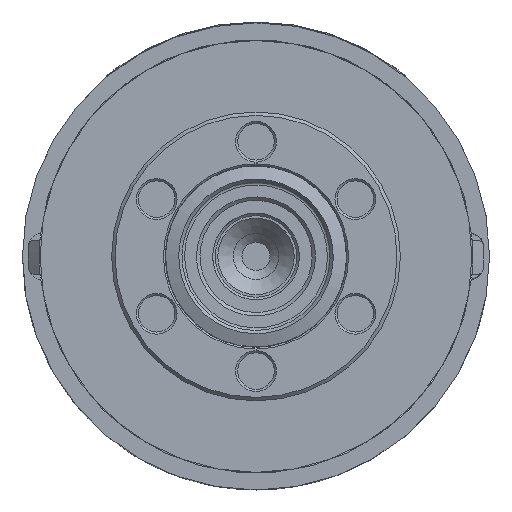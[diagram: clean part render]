
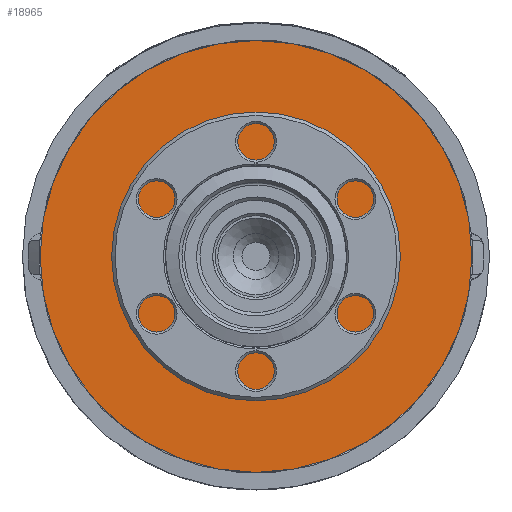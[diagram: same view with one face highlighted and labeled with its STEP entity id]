
A CAD part, front view. The second image highlights one B-rep face of the part: STEP entity #18965.
In plain terms, the highlighted planar face has unit normal (0, -1, 0).
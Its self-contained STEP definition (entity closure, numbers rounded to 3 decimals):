
#18938=CARTESIAN_POINT('',(36.555,86.568,-42.74));
#18939=DIRECTION('',(0.0,-1.0,0.0));
#18940=DIRECTION('',(1.0,0.0,0.0));
#18941=AXIS2_PLACEMENT_3D('',#18938,#18939,#18940);
#18942=PLANE('',#18941);
#18943=CARTESIAN_POINT('',(36.555,86.568,-52.253));
#18944=VERTEX_POINT('',#18943);
#18945=CARTESIAN_POINT('',(36.555,86.568,-26.828));
#18946=DIRECTION('',(0.0,1.0,0.0));
#18947=DIRECTION('',(0.0,0.0,-1.0));
#18948=AXIS2_PLACEMENT_3D('',#18945,#18946,#18947);
#18949=CIRCLE('',#18948,25.425);
#18950=EDGE_CURVE('',#18944,#18944,#18949,.T.);
#18951=ORIENTED_EDGE('',*,*,#18950,.F.);
#18952=EDGE_LOOP('',(#18951));
#18953=FACE_OUTER_BOUND('',#18952,.T.);
#18954=CARTESIAN_POINT('',(36.555,86.568,-33.228));
#18955=VERTEX_POINT('',#18954);
#18956=CARTESIAN_POINT('',(36.555,86.568,-26.828));
#18957=DIRECTION('',(0.0,1.0,0.0));
#18958=DIRECTION('',(0.0,0.0,-1.0));
#18959=AXIS2_PLACEMENT_3D('',#18956,#18957,#18958);
#18960=CIRCLE('',#18959,6.4);
#18961=EDGE_CURVE('',#18955,#18955,#18960,.T.);
#18962=ORIENTED_EDGE('',*,*,#18961,.T.);
#18963=EDGE_LOOP('',(#18962));
#18964=FACE_BOUND('',#18963,.T.);
#18965=ADVANCED_FACE('',(#18953,#18964),#18942,.T.);
